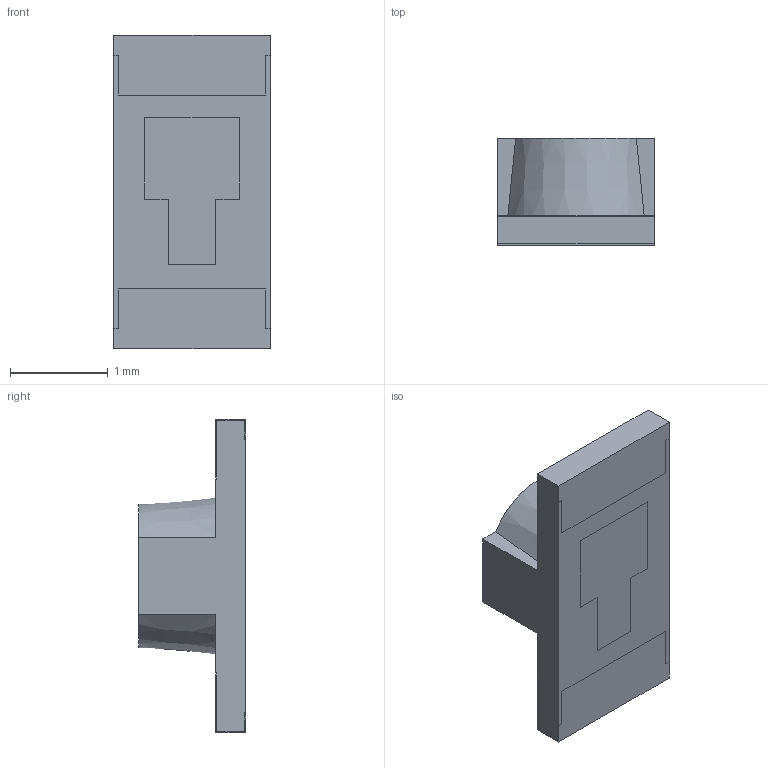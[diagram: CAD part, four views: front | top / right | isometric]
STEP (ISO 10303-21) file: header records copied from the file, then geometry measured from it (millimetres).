
FILE_DESCRIPTION (( 'STEP AP214' ), '1' );
FILE_NAME ('597-6901-607F.STEP', '2019-04-29T20:31:19', ( '' ), ( '' ), 'SwSTEP 2.0', 'SolidWorks 2017', '' );
FILE_SCHEMA (( 'AUTOMOTIVE_DESIGN' ));
Length unit declared in the file: inch
Products named in the file (1): 597-6901-607F
Bounding box: 1.6 x 1.09 x 3.2 mm (x, y, z)
Volume: 2.9 mm3; surface area: 30.1 mm2
Topology: 4 solids, 4 shells, 82 faces, 214 edges, 143 vertices
Faces by surface type: plane 76, sphere 2, cylinder 2, cone 2
Entity records: 2573 total; most frequent: CARTESIAN_POINT 470, ORIENTED_EDGE 428, DIRECTION 388, EDGE_CURVE 214, VECTOR 198, LINE 198, VERTEX_POINT 143, AXIS2_PLACEMENT_3D 95
